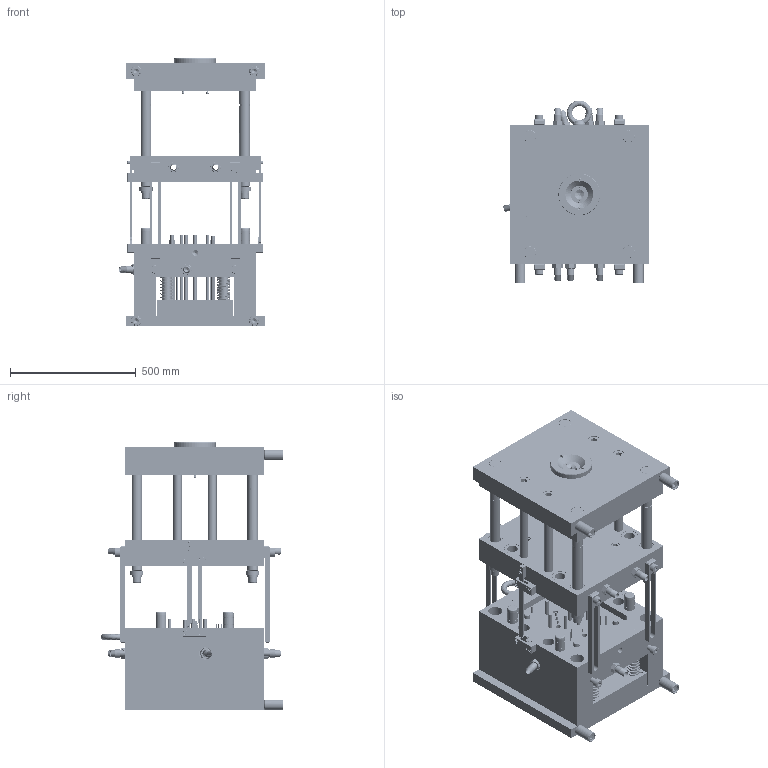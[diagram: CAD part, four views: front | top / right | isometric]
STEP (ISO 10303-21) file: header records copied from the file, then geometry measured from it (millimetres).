
FILE_DESCRIPTION(('FreeCAD Model'),'2;1');
FILE_NAME('Open CASCADE Shape Model','2025-05-09T14:12:43',('FreeCAD'),( 'FreeCAD'),'Open CASCADE STEP processor 7.6','FreeCAD','Unknown');
FILE_SCHEMA(('AUTOMOTIVE_DESIGN { 1 0 10303 214 1 1 1 1 }'));
Products named in the file (1): Open CASCADE STEP translator 7.6 1
Bounding box: 579.9 x 728.44 x 1067.74 mm (x, y, z)
Volume: 120445334 mm3; surface area: 9163522.9 mm2
Topology: 172 solids, 172 shells, 4582 faces, 10450 edges, 6450 vertices
Faces by surface type: bspline 4582
Entity records: 139617 total; most frequent: CARTESIAN_POINT 79530, ORIENTED_EDGE 20484, EDGE_CURVE 10242, VERTEX_POINT 6450, FACE_BOUND 5552, EDGE_LOOP 5552, B_SPLINE_CURVE_WITH_KNOTS 5193, ADVANCED_FACE 4582
